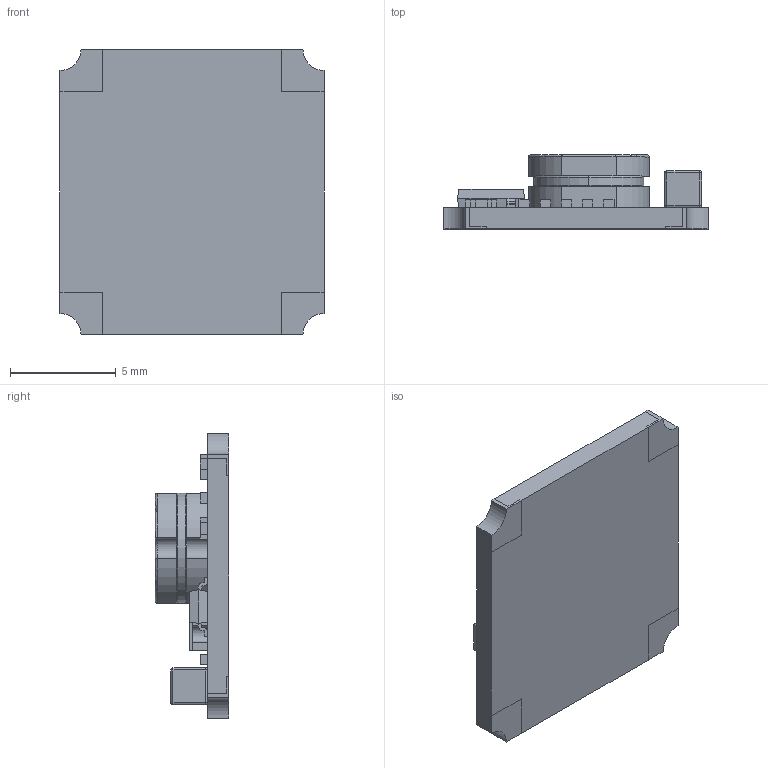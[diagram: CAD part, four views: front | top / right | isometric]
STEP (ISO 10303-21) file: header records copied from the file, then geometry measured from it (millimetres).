
FILE_DESCRIPTION (( 'STEP AP214' ), '1' );
FILE_NAME ('K7803JT-500R3.STEP', '2021-01-21T15:21:17', ( '' ), ( '' ), 'SwSTEP 2.0', 'SolidWorks 2017', '' );
FILE_SCHEMA (( 'AUTOMOTIVE_DESIGN' ));
Length unit declared in the file: millimetre
Products named in the file (1): K7803JT-500R3
Bounding box: 12.5 x 3.5 x 13.5 mm (x, y, z)
Volume: 254.3 mm3; surface area: 692.1 mm2
Topology: 51 solids, 51 shells, 479 faces, 1083 edges, 688 vertices
Faces by surface type: plane 372, cylinder 81, sphere 16, torus 10
Entity records: 13675 total; most frequent: CARTESIAN_POINT 2379, DIRECTION 2197, ORIENTED_EDGE 2134, EDGE_CURVE 1067, VECTOR 881, LINE 881, VERTEX_POINT 688, AXIS2_PLACEMENT_3D 658
